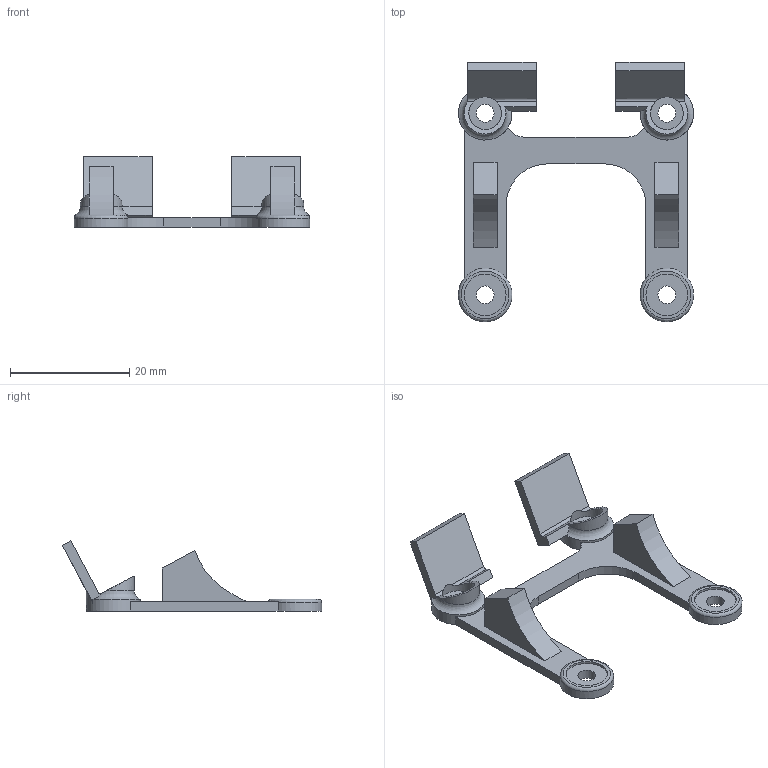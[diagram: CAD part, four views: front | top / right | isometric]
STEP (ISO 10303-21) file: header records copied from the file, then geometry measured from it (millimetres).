
FILE_DESCRIPTION(/* description */ (''),/* implementation_level */ '2;1');
FILE_NAME(/* name */ 'HyperLow Mount - 30° v7.step',/* time_stamp */ '2020-11-12T21:09:39+01:00',/* author */ (''),/* organization */ (''),/* preprocessor_version */ 'ST-DEVELOPER v18.1',/* originating_system */ 'Autodesk Translation Framework v9.3.0.1241',/* authorisation */ '');
FILE_SCHEMA (('AUTOMOTIVE_DESIGN { 1 0 10303 214 3 1 1 }'));
Length unit declared in the file: millimetre
Products named in the file (1): HyperLow  Mount - 30°
Bounding box: 39.5 x 43.54 x 11.77 mm (x, y, z)
Volume: 2152.9 mm3; surface area: 2903.9 mm2
Topology: 1 solids, 1 shells, 66 faces, 182 edges, 122 vertices
Faces by surface type: plane 38, cylinder 22, torus 4, bspline 2
Full cylindrical faces by diameter (mm): 3 x4, 5.5 x2, 7 x2, 9 x2
Entity records: 2360 total; most frequent: CARTESIAN_POINT 613, ORIENTED_EDGE 364, DIRECTION 350, EDGE_CURVE 182, AXIS2_PLACEMENT_3D 129, VERTEX_POINT 122, LINE 92, VECTOR 92
